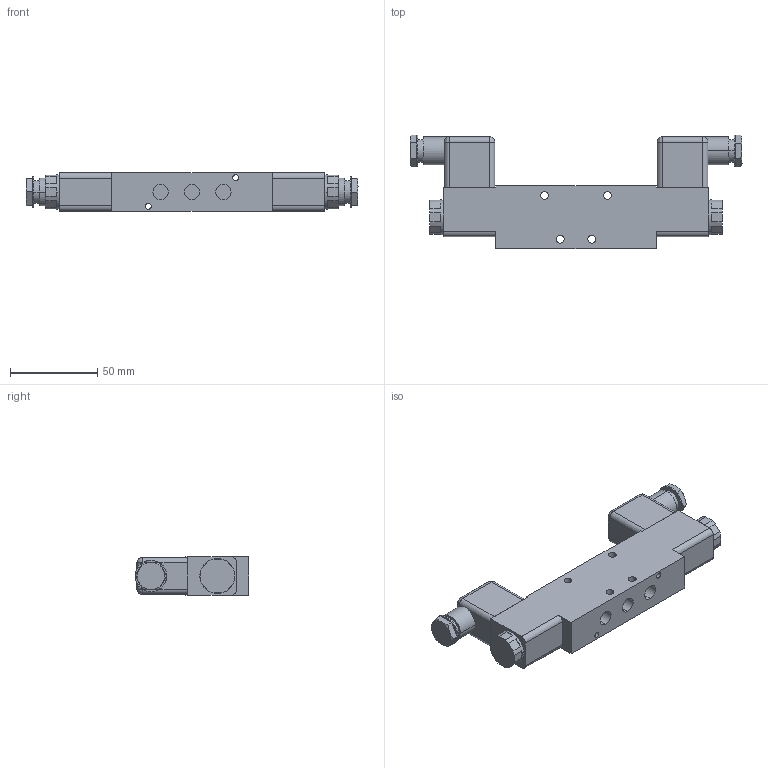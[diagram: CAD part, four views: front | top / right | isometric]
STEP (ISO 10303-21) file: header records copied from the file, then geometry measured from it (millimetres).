
FILE_DESCRIPTION (( 'STEP AP203' ), '1' );
FILE_NAME ('MH.520.510GTT.STEP', '2018-11-23T08:08:42', ( '' ), ( '' ), 'SwSTEP 2.0', 'SolidWorks 2013', '' );
FILE_SCHEMA (( 'CONFIG_CONTROL_DESIGN' ));
Length unit declared in the file: millimetre
Products named in the file (1): MH.520.510GTT
Bounding box: 190 x 65 x 22 mm (x, y, z)
Volume: 151407.3 mm3; surface area: 30495.3 mm2
Topology: 3 solids, 3 shells, 219 faces, 521 edges, 325 vertices
Faces by surface type: plane 121, cylinder 82, cone 8, bspline 8
Entity records: 6601 total; most frequent: CARTESIAN_POINT 1380, DIRECTION 1122, ORIENTED_EDGE 1026, EDGE_CURVE 513, AXIS2_PLACEMENT_3D 427, VERTEX_POINT 325, VECTOR 268, LINE 268
